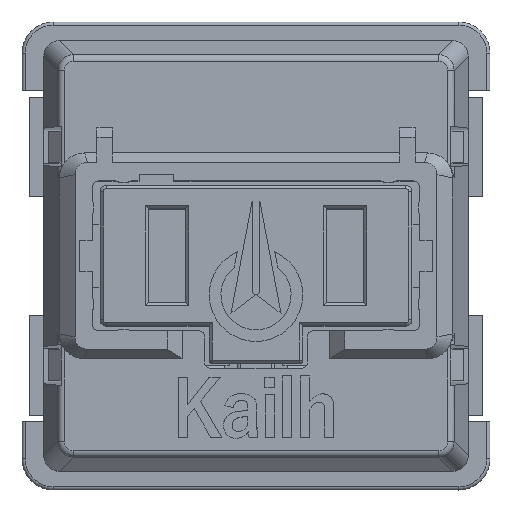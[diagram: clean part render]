
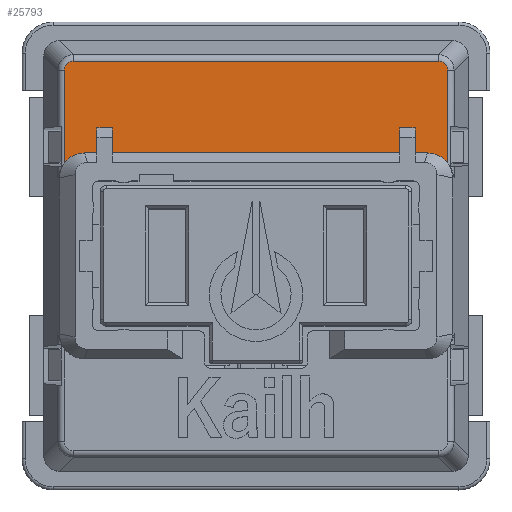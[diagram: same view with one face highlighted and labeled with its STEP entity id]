
A CAD part, top view. The second image highlights one B-rep face of the part: STEP entity #25793.
In plain terms, the highlighted planar face has unit normal (0, 0, 1).
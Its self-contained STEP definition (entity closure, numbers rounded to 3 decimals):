
#22137 = VERTEX_POINT('',#22138);
#22138 = CARTESIAN_POINT('',(6.142,2.977,2.));
#22155 = VERTEX_POINT('',#22156);
#22156 = CARTESIAN_POINT('',(6.142,5.95,2.));
#22163 = EDGE_CURVE('',#22137,#22155,#22164,.T.);
#22164 = LINE('',#22165,#22166);
#22165 = CARTESIAN_POINT('',(6.142,2.5,2.));
#22166 = VECTOR('',#22167,1.);
#22167 = DIRECTION('',(0.,1.,0.));
#22921 = VERTEX_POINT('',#22922);
#22922 = CARTESIAN_POINT('',(-6.142,2.977,2.));
#22939 = EDGE_CURVE('',#22921,#22940,#22942,.T.);
#22940 = VERTEX_POINT('',#22941);
#22941 = CARTESIAN_POINT('',(-6.142,5.95,2.));
#22942 = LINE('',#22943,#22944);
#22943 = CARTESIAN_POINT('',(-6.142,2.5,2.));
#22944 = VECTOR('',#22945,1.);
#22945 = DIRECTION('',(0.,1.,0.));
#25793 = ADVANCED_FACE('',(#25794),#25910,.T.);
#25794 = FACE_BOUND('',#25795,.T.);
#25795 = EDGE_LOOP('',(#25796,#25797,#25806,#25814,#25822,#25830,#25838,
    #25846,#25854,#25862,#25870,#25878,#25885,#25886,#25895,#25903));
#25796 = ORIENTED_EDGE('',*,*,#22939,.F.);
#25797 = ORIENTED_EDGE('',*,*,#25798,.F.);
#25798 = EDGE_CURVE('',#25799,#22921,#25801,.T.);
#25799 = VERTEX_POINT('',#25800);
#25800 = CARTESIAN_POINT('',(-5.5,3.3,2.));
#25801 = CIRCLE('',#25802,0.8);
#25802 = AXIS2_PLACEMENT_3D('',#25803,#25804,#25805);
#25803 = CARTESIAN_POINT('',(-5.5,2.5,2.));
#25804 = DIRECTION('',(0.,0.,1.));
#25805 = DIRECTION('',(1.,0.,-0.));
#25806 = ORIENTED_EDGE('',*,*,#25807,.T.);
#25807 = EDGE_CURVE('',#25799,#25808,#25810,.T.);
#25808 = VERTEX_POINT('',#25809);
#25809 = CARTESIAN_POINT('',(-5.1,3.3,2.));
#25810 = LINE('',#25811,#25812);
#25811 = CARTESIAN_POINT('',(-5.5,3.3,2.));
#25812 = VECTOR('',#25813,1.);
#25813 = DIRECTION('',(1.,0.,0.));
#25814 = ORIENTED_EDGE('',*,*,#25815,.T.);
#25815 = EDGE_CURVE('',#25808,#25816,#25818,.T.);
#25816 = VERTEX_POINT('',#25817);
#25817 = CARTESIAN_POINT('',(-5.1,4.1,2.));
#25818 = LINE('',#25819,#25820);
#25819 = CARTESIAN_POINT('',(-5.1,3.3,2.));
#25820 = VECTOR('',#25821,1.);
#25821 = DIRECTION('',(0.,1.,0.));
#25822 = ORIENTED_EDGE('',*,*,#25823,.T.);
#25823 = EDGE_CURVE('',#25816,#25824,#25826,.T.);
#25824 = VERTEX_POINT('',#25825);
#25825 = CARTESIAN_POINT('',(-4.6,4.1,2.));
#25826 = LINE('',#25827,#25828);
#25827 = CARTESIAN_POINT('',(-5.1,4.1,2.));
#25828 = VECTOR('',#25829,1.);
#25829 = DIRECTION('',(1.,0.,0.));
#25830 = ORIENTED_EDGE('',*,*,#25831,.T.);
#25831 = EDGE_CURVE('',#25824,#25832,#25834,.T.);
#25832 = VERTEX_POINT('',#25833);
#25833 = CARTESIAN_POINT('',(-4.6,3.3,2.));
#25834 = LINE('',#25835,#25836);
#25835 = CARTESIAN_POINT('',(-4.6,4.1,2.));
#25836 = VECTOR('',#25837,1.);
#25837 = DIRECTION('',(0.,-1.,0.));
#25838 = ORIENTED_EDGE('',*,*,#25839,.T.);
#25839 = EDGE_CURVE('',#25832,#25840,#25842,.T.);
#25840 = VERTEX_POINT('',#25841);
#25841 = CARTESIAN_POINT('',(4.6,3.3,2.));
#25842 = LINE('',#25843,#25844);
#25843 = CARTESIAN_POINT('',(-4.6,3.3,2.));
#25844 = VECTOR('',#25845,1.);
#25845 = DIRECTION('',(1.,0.,0.));
#25846 = ORIENTED_EDGE('',*,*,#25847,.T.);
#25847 = EDGE_CURVE('',#25840,#25848,#25850,.T.);
#25848 = VERTEX_POINT('',#25849);
#25849 = CARTESIAN_POINT('',(4.6,4.1,2.));
#25850 = LINE('',#25851,#25852);
#25851 = CARTESIAN_POINT('',(4.6,3.3,2.));
#25852 = VECTOR('',#25853,1.);
#25853 = DIRECTION('',(0.,1.,0.));
#25854 = ORIENTED_EDGE('',*,*,#25855,.T.);
#25855 = EDGE_CURVE('',#25848,#25856,#25858,.T.);
#25856 = VERTEX_POINT('',#25857);
#25857 = CARTESIAN_POINT('',(5.1,4.1,2.));
#25858 = LINE('',#25859,#25860);
#25859 = CARTESIAN_POINT('',(4.6,4.1,2.));
#25860 = VECTOR('',#25861,1.);
#25861 = DIRECTION('',(1.,0.,0.));
#25862 = ORIENTED_EDGE('',*,*,#25863,.T.);
#25863 = EDGE_CURVE('',#25856,#25864,#25866,.T.);
#25864 = VERTEX_POINT('',#25865);
#25865 = CARTESIAN_POINT('',(5.1,3.3,2.));
#25866 = LINE('',#25867,#25868);
#25867 = CARTESIAN_POINT('',(5.1,4.1,2.));
#25868 = VECTOR('',#25869,1.);
#25869 = DIRECTION('',(0.,-1.,0.));
#25870 = ORIENTED_EDGE('',*,*,#25871,.T.);
#25871 = EDGE_CURVE('',#25864,#25872,#25874,.T.);
#25872 = VERTEX_POINT('',#25873);
#25873 = CARTESIAN_POINT('',(5.5,3.3,2.));
#25874 = LINE('',#25875,#25876);
#25875 = CARTESIAN_POINT('',(5.1,3.3,2.));
#25876 = VECTOR('',#25877,1.);
#25877 = DIRECTION('',(1.,0.,0.));
#25878 = ORIENTED_EDGE('',*,*,#25879,.F.);
#25879 = EDGE_CURVE('',#22137,#25872,#25880,.T.);
#25880 = CIRCLE('',#25881,0.8);
#25881 = AXIS2_PLACEMENT_3D('',#25882,#25883,#25884);
#25882 = CARTESIAN_POINT('',(5.5,2.5,2.));
#25883 = DIRECTION('',(0.,0.,1.));
#25884 = DIRECTION('',(1.,0.,-0.));
#25885 = ORIENTED_EDGE('',*,*,#22163,.T.);
#25886 = ORIENTED_EDGE('',*,*,#25887,.T.);
#25887 = EDGE_CURVE('',#22155,#25888,#25890,.T.);
#25888 = VERTEX_POINT('',#25889);
#25889 = CARTESIAN_POINT('',(5.85,6.242,2.));
#25890 = CIRCLE('',#25891,0.292);
#25891 = AXIS2_PLACEMENT_3D('',#25892,#25893,#25894);
#25892 = CARTESIAN_POINT('',(5.85,5.95,2.));
#25893 = DIRECTION('',(0.,-0.,1.));
#25894 = DIRECTION('',(1.,0.,0.));
#25895 = ORIENTED_EDGE('',*,*,#25896,.F.);
#25896 = EDGE_CURVE('',#25897,#25888,#25899,.T.);
#25897 = VERTEX_POINT('',#25898);
#25898 = CARTESIAN_POINT('',(-5.85,6.242,2.));
#25899 = LINE('',#25900,#25901);
#25900 = CARTESIAN_POINT('',(-7.5,6.242,2.));
#25901 = VECTOR('',#25902,1.);
#25902 = DIRECTION('',(1.,0.,0.));
#25903 = ORIENTED_EDGE('',*,*,#25904,.F.);
#25904 = EDGE_CURVE('',#22940,#25897,#25905,.T.);
#25905 = CIRCLE('',#25906,0.292);
#25906 = AXIS2_PLACEMENT_3D('',#25907,#25908,#25909);
#25907 = CARTESIAN_POINT('',(-5.85,5.95,2.));
#25908 = DIRECTION('',(0.,0.,-1.));
#25909 = DIRECTION('',(-1.,0.,0.));
#25910 = PLANE('',#25911);
#25911 = AXIS2_PLACEMENT_3D('',#25912,#25913,#25914);
#25912 = CARTESIAN_POINT('',(-6.3,10.,2.));
#25913 = DIRECTION('',(0.,0.,1.));
#25914 = DIRECTION('',(1.,0.,0.));
